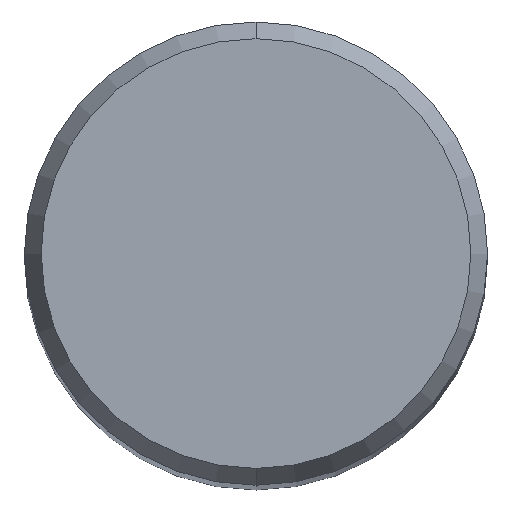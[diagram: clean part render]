
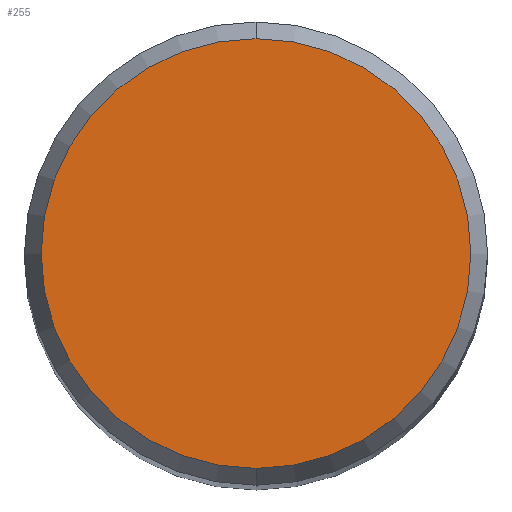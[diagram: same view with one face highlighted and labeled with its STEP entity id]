
A CAD part, top view. The second image highlights one B-rep face of the part: STEP entity #255.
In plain terms, the highlighted planar face has unit normal (0, 0, 1).
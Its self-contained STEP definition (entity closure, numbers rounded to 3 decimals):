
#151=EDGE_CURVE('',#273,#211,#371,.T.);
#211=VERTEX_POINT('',#440);
#255=ADVANCED_FACE('',(#488),#489,.T.);
#273=VERTEX_POINT('',#512);
#275=EDGE_CURVE('',#211,#273,#514,.T.);
#371=CIRCLE('',#617,5.892);
#440=CARTESIAN_POINT('',(0.0,5.892,0.));
#488=FACE_OUTER_BOUND('',#771,.T.);
#489=PLANE('',#772);
#512=CARTESIAN_POINT('',(0.,-5.892,0.));
#514=CIRCLE('',#802,5.892);
#617=AXIS2_PLACEMENT_3D('',#907,#908,#909);
#771=EDGE_LOOP('',(#1066,#1067));
#772=AXIS2_PLACEMENT_3D('',#1068,#1069,#1070);
#802=AXIS2_PLACEMENT_3D('',#1104,#1105,#1106);
#907=CARTESIAN_POINT('',(0.0,0.0,0.));
#908=DIRECTION('',(0.0,0.0,-1.0));
#909=DIRECTION('',(0.0,1.0,0.0));
#1066=ORIENTED_EDGE('',*,*,#275,.F.);
#1067=ORIENTED_EDGE('',*,*,#151,.F.);
#1068=CARTESIAN_POINT('',(0.0,2.946,0.));
#1069=DIRECTION('',(-0.0,0.0,1.0));
#1070=DIRECTION('',(0.0,-1.0,0.0));
#1104=CARTESIAN_POINT('',(0.0,0.0,0.));
#1105=DIRECTION('',(0.0,0.0,-1.0));
#1106=DIRECTION('',(0.0,1.0,0.0));
